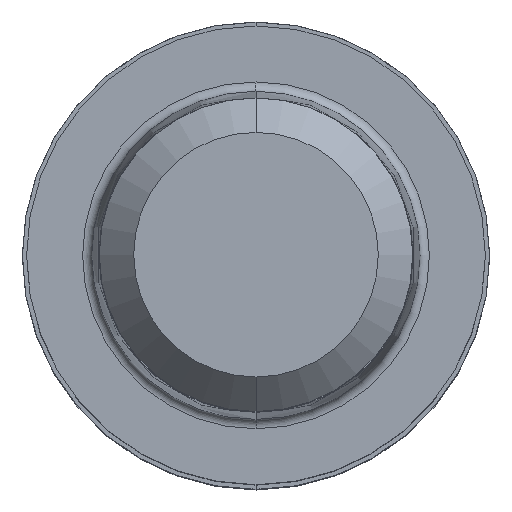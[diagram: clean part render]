
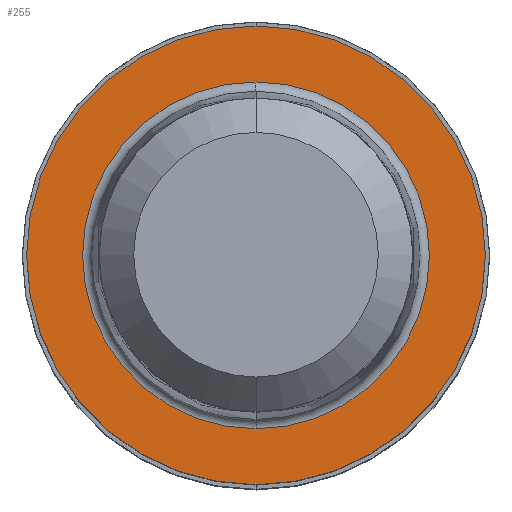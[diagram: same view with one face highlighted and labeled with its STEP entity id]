
A CAD part, top view. The second image highlights one B-rep face of the part: STEP entity #255.
In plain terms, the highlighted planar face has unit normal (0, 0, 1).
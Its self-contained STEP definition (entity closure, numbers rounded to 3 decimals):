
#217=VERTEX_POINT('',#553);
#239=EDGE_CURVE('',#361,#423,#579,.T.);
#255=ADVANCED_FACE('',(#597,#598),#599,.T.);
#289=EDGE_CURVE('',#295,#217,#636,.T.);
#295=VERTEX_POINT('',#642);
#313=EDGE_CURVE('',#423,#361,#662,.T.);
#361=VERTEX_POINT('',#713);
#403=EDGE_CURVE('',#217,#295,#766,.T.);
#423=VERTEX_POINT('',#789);
#553=CARTESIAN_POINT('',(0.0,5.935,0.01));
#579=CIRCLE('',#967,7.85);
#597=FACE_OUTER_BOUND('',#987,.T.);
#598=FACE_BOUND('',#988,.T.);
#599=PLANE('',#989);
#636=CIRCLE('',#1036,5.935);
#642=CARTESIAN_POINT('',(0.,-5.935,0.01));
#662=CIRCLE('',#1068,7.85);
#713=CARTESIAN_POINT('',(0.0,7.85,0.01));
#766=CIRCLE('',#1210,5.935);
#789=CARTESIAN_POINT('',(0.,-7.85,0.01));
#967=AXIS2_PLACEMENT_3D('',#1420,#1421,#1422);
#987=EDGE_LOOP('',(#1450,#1451));
#988=EDGE_LOOP('',(#1452,#1453));
#989=AXIS2_PLACEMENT_3D('',#1454,#1455,#1456);
#1036=AXIS2_PLACEMENT_3D('',#1493,#1494,#1495);
#1068=AXIS2_PLACEMENT_3D('',#1520,#1521,#1522);
#1210=AXIS2_PLACEMENT_3D('',#1665,#1666,#1667);
#1420=CARTESIAN_POINT('',(0.0,0.0,0.01));
#1421=DIRECTION('',(0.0,0.0,-1.0));
#1422=DIRECTION('',(0.0,1.0,0.0));
#1450=ORIENTED_EDGE('',*,*,#239,.F.);
#1451=ORIENTED_EDGE('',*,*,#313,.F.);
#1452=ORIENTED_EDGE('',*,*,#403,.T.);
#1453=ORIENTED_EDGE('',*,*,#289,.T.);
#1454=CARTESIAN_POINT('',(0.0,3.925,0.01));
#1455=DIRECTION('',(-0.0,0.0,1.0));
#1456=DIRECTION('',(0.0,-1.0,0.0));
#1493=CARTESIAN_POINT('',(0.0,0.0,0.01));
#1494=DIRECTION('',(0.0,0.0,-1.0));
#1495=DIRECTION('',(0.0,1.0,0.0));
#1520=CARTESIAN_POINT('',(0.0,0.0,0.01));
#1521=DIRECTION('',(0.0,0.0,-1.0));
#1522=DIRECTION('',(0.0,1.0,0.0));
#1665=CARTESIAN_POINT('',(0.0,0.0,0.01));
#1666=DIRECTION('',(0.0,0.0,-1.0));
#1667=DIRECTION('',(0.0,1.0,0.0));
